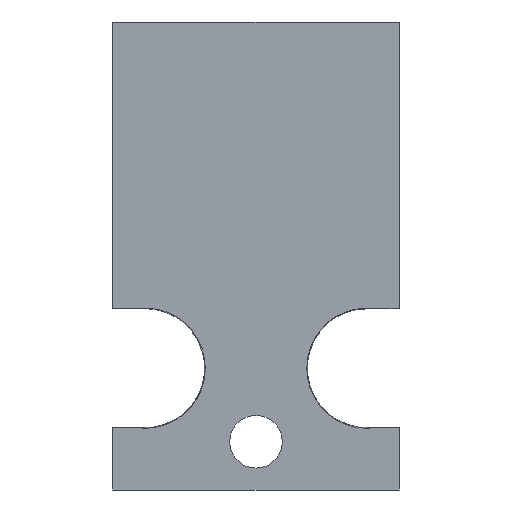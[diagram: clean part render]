
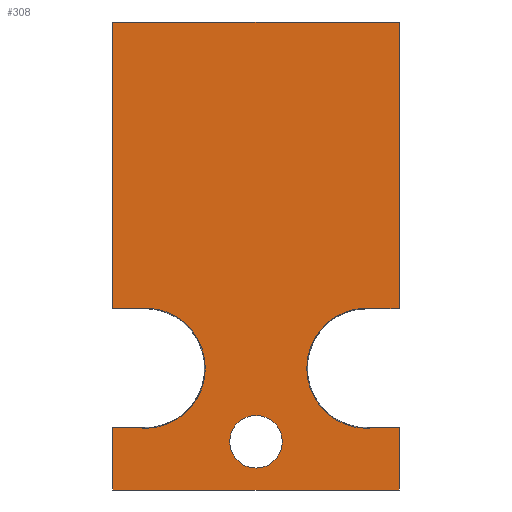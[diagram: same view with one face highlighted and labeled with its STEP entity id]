
A CAD part, front view. The second image highlights one B-rep face of the part: STEP entity #308.
In plain terms, the highlighted planar face has unit normal (0, -1, 0).
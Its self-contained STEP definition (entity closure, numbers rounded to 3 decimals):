
#19=FACE_BOUND('',#57,.T.);
#23=CIRCLE('',#332,3.429);
#24=CIRCLE('',#338,3.429);
#25=CIRCLE('',#343,1.5);
#39=FACE_OUTER_BOUND('',#56,.T.);
#56=EDGE_LOOP('',(#261,#262,#263,#264,#265,#266,#267,#268,#269,#270,#271,
#272));
#57=EDGE_LOOP('',(#273));
#65=LINE('',#431,#97);
#67=LINE('',#444,#99);
#79=LINE('',#475,#111);
#83=LINE('',#487,#115);
#86=LINE('',#493,#118);
#89=LINE('',#504,#121);
#90=LINE('',#506,#122);
#92=LINE('',#510,#124);
#94=LINE('',#516,#126);
#95=LINE('',#517,#127);
#97=VECTOR('',#352,10.);
#99=VECTOR('',#356,10.);
#111=VECTOR('',#382,10.);
#115=VECTOR('',#390,10.);
#118=VECTOR('',#395,10.);
#121=VECTOR('',#404,10.);
#122=VECTOR('',#407,10.);
#124=VECTOR('',#411,10.);
#126=VECTOR('',#419,10.);
#127=VECTOR('',#420,10.);
#128=VERTEX_POINT('',#427);
#130=VERTEX_POINT('',#430);
#132=VERTEX_POINT('',#438);
#134=VERTEX_POINT('',#443);
#146=VERTEX_POINT('',#474);
#148=VERTEX_POINT('',#482);
#149=VERTEX_POINT('',#486);
#150=VERTEX_POINT('',#490);
#151=VERTEX_POINT('',#492);
#152=VERTEX_POINT('',#500);
#153=VERTEX_POINT('',#502);
#154=VERTEX_POINT('',#508);
#155=VERTEX_POINT('',#512);
#157=EDGE_CURVE('',#130,#128,#65,.T.);
#161=EDGE_CURVE('',#134,#132,#67,.T.);
#176=EDGE_CURVE('',#132,#130,#23,.T.);
#177=EDGE_CURVE('',#146,#134,#79,.T.);
#182=EDGE_CURVE('',#149,#148,#83,.T.);
#185=EDGE_CURVE('',#151,#150,#86,.T.);
#187=EDGE_CURVE('',#148,#151,#24,.T.);
#190=EDGE_CURVE('',#152,#153,#89,.T.);
#191=EDGE_CURVE('',#153,#149,#90,.T.);
#193=EDGE_CURVE('',#154,#146,#92,.T.);
#195=EDGE_CURVE('',#155,#155,#25,.T.);
#196=EDGE_CURVE('',#128,#152,#94,.T.);
#197=EDGE_CURVE('',#150,#154,#95,.T.);
#261=ORIENTED_EDGE('',*,*,#157,.T.);
#262=ORIENTED_EDGE('',*,*,#196,.T.);
#263=ORIENTED_EDGE('',*,*,#190,.T.);
#264=ORIENTED_EDGE('',*,*,#191,.T.);
#265=ORIENTED_EDGE('',*,*,#182,.T.);
#266=ORIENTED_EDGE('',*,*,#187,.T.);
#267=ORIENTED_EDGE('',*,*,#185,.T.);
#268=ORIENTED_EDGE('',*,*,#197,.T.);
#269=ORIENTED_EDGE('',*,*,#193,.T.);
#270=ORIENTED_EDGE('',*,*,#177,.T.);
#271=ORIENTED_EDGE('',*,*,#161,.T.);
#272=ORIENTED_EDGE('',*,*,#176,.T.);
#273=ORIENTED_EDGE('',*,*,#195,.T.);
#292=PLANE('',#344);
#308=ADVANCED_FACE('',(#39,#19),#292,.T.);
#332=AXIS2_PLACEMENT_3D('',#472,#378,#379);
#338=AXIS2_PLACEMENT_3D('',#498,#398,#399);
#343=AXIS2_PLACEMENT_3D('',#514,#415,#416);
#344=AXIS2_PLACEMENT_3D('',#515,#417,#418);
#352=DIRECTION('',(1.,0.,0.));
#356=DIRECTION('',(-1.,0.,0.));
#378=DIRECTION('center_axis',(0.,1.,0.));
#379=DIRECTION('ref_axis',(0.,0.,1.));
#382=DIRECTION('',(0.,0.,1.));
#390=DIRECTION('',(1.,0.,0.));
#395=DIRECTION('',(-1.,0.,0.));
#398=DIRECTION('center_axis',(0.,1.,0.));
#399=DIRECTION('ref_axis',(0.,0.,1.));
#404=DIRECTION('',(-1.,0.,0.));
#407=DIRECTION('',(0.,0.,-1.));
#411=DIRECTION('',(1.,0.,0.));
#415=DIRECTION('center_axis',(0.,1.,0.));
#416=DIRECTION('ref_axis',(0.,0.,1.));
#417=DIRECTION('center_axis',(0.,-1.,0.));
#418=DIRECTION('ref_axis',(0.,0.,1.));
#419=DIRECTION('',(0.,0.,1.));
#420=DIRECTION('',(0.,0.,-1.));
#427=CARTESIAN_POINT('',(-1.9,5.578,-21.406));
#430=CARTESIAN_POINT('',(-3.259,5.578,-21.406));
#431=CARTESIAN_POINT('',(-6.217,5.578,-21.406));
#438=CARTESIAN_POINT('',(-3.259,5.578,-28.194));
#443=CARTESIAN_POINT('',(-1.9,5.578,-28.194));
#444=CARTESIAN_POINT('',(-6.217,5.578,-28.194));
#472=CARTESIAN_POINT('Origin',(-3.75,5.578,-24.8));
#474=CARTESIAN_POINT('',(-1.9,5.578,-31.75));
#475=CARTESIAN_POINT('',(-1.9,5.578,-18.4));
#482=CARTESIAN_POINT('',(-16.799,5.578,-21.394));
#486=CARTESIAN_POINT('',(-18.25,5.578,-21.394));
#487=CARTESIAN_POINT('',(-13.833,5.578,-21.394));
#490=CARTESIAN_POINT('',(-18.25,5.578,-28.194));
#492=CARTESIAN_POINT('',(-16.891,5.578,-28.194));
#493=CARTESIAN_POINT('',(-13.833,5.578,-28.194));
#498=CARTESIAN_POINT('Origin',(-16.4,5.578,-24.8));
#500=CARTESIAN_POINT('',(-1.9,5.578,-5.05));
#502=CARTESIAN_POINT('',(-18.25,5.578,-5.05));
#504=CARTESIAN_POINT('',(-10.075,5.578,-5.05));
#506=CARTESIAN_POINT('',(-18.25,5.578,-18.4));
#508=CARTESIAN_POINT('',(-18.25,5.578,-31.75));
#510=CARTESIAN_POINT('',(-10.075,5.578,-31.75));
#512=CARTESIAN_POINT('',(-10.075,5.578,-30.5));
#514=CARTESIAN_POINT('Origin',(-10.075,5.578,-29.));
#515=CARTESIAN_POINT('Origin',(-10.075,5.578,-18.4));
#516=CARTESIAN_POINT('',(-1.9,5.578,-18.4));
#517=CARTESIAN_POINT('',(-18.25,5.578,-18.4));
